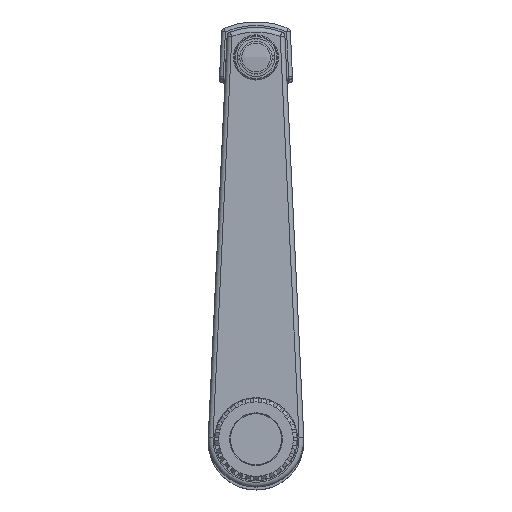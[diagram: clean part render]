
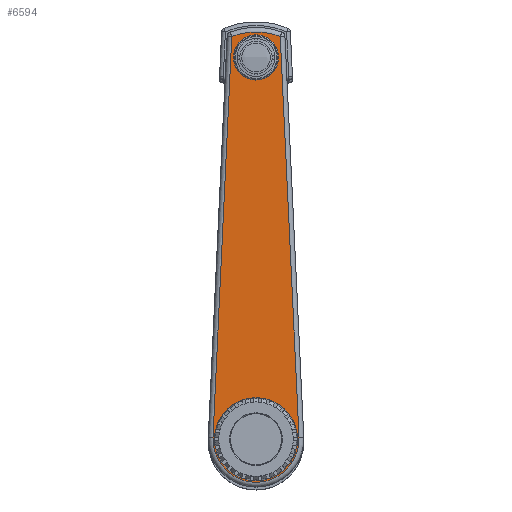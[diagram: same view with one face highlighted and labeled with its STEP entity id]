
A CAD part, top view. The second image highlights one B-rep face of the part: STEP entity #6594.
In plain terms, the highlighted planar face has unit normal (0, 0, 1).
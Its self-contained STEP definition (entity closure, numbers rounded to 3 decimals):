
#187=LINE('',#9745,#818);
#188=LINE('',#9748,#819);
#818=VECTOR('',#7707,106.69);
#819=VECTOR('',#7710,106.69);
#1485=PLANE('',#6989);
#1726=FACE_BOUND('',#2160,.T.);
#1727=FACE_BOUND('',#2161,.T.);
#1773=FACE_OUTER_BOUND('',#2159,.T.);
#2159=EDGE_LOOP('',(#4531,#4532,#4533,#4534));
#2160=EDGE_LOOP('',(#4535));
#2161=EDGE_LOOP('',(#4536));
#2587=CIRCLE('',#6988,5.55);
#2588=CIRCLE('',#6990,18.75);
#2589=CIRCLE('',#6991,11.45);
#2590=CIRCLE('',#6992,10.75);
#2883=VERTEX_POINT('',#9738);
#2884=VERTEX_POINT('',#9741);
#2885=VERTEX_POINT('',#9742);
#2886=VERTEX_POINT('',#9744);
#2887=VERTEX_POINT('',#9746);
#2888=VERTEX_POINT('',#9749);
#3539=EDGE_CURVE('',#2883,#2883,#2587,.T.);
#3540=EDGE_CURVE('',#2884,#2885,#2588,.T.);
#3541=EDGE_CURVE('',#2886,#2884,#187,.T.);
#3542=EDGE_CURVE('',#2887,#2886,#2589,.T.);
#3543=EDGE_CURVE('',#2885,#2887,#188,.T.);
#3544=EDGE_CURVE('',#2888,#2888,#2590,.T.);
#4531=ORIENTED_EDGE('',*,*,#3540,.F.);
#4532=ORIENTED_EDGE('',*,*,#3541,.F.);
#4533=ORIENTED_EDGE('',*,*,#3542,.F.);
#4534=ORIENTED_EDGE('',*,*,#3543,.F.);
#4535=ORIENTED_EDGE('',*,*,#3544,.T.);
#4536=ORIENTED_EDGE('',*,*,#3539,.F.);
#6594=ADVANCED_FACE('',(#1773,#1726,#1727),#1485,.T.);
#6988=AXIS2_PLACEMENT_3D('',#9739,#7701,#7702);
#6989=AXIS2_PLACEMENT_3D('',#9740,#7703,#7704);
#6990=AXIS2_PLACEMENT_3D('',#9743,#7705,#7706);
#6991=AXIS2_PLACEMENT_3D('',#9747,#7708,#7709);
#6992=AXIS2_PLACEMENT_3D('',#9750,#7711,#7712);
#7701=DIRECTION('center_axis',(0.,0.,
1.));
#7702=DIRECTION('ref_axis',(-1.,0.,0.));
#7703=DIRECTION('center_axis',(0.,0.,
1.));
#7704=DIRECTION('ref_axis',(1.,0.,0.));
#7705=DIRECTION('center_axis',(0.,0.,
-1.));
#7706=DIRECTION('ref_axis',(-1.,0.,0.));
#7707=DIRECTION('',(-0.999,0.047,0.));
#7708=DIRECTION('center_axis',(0.,0.,
-1.));
#7709=DIRECTION('ref_axis',(1.,0.,0.));
#7710=DIRECTION('',(0.999,0.047,0.));
#7711=DIRECTION('center_axis',(0.,0.,
-1.));
#7712=DIRECTION('ref_axis',(-1.,0.,0.));
#9738=CARTESIAN_POINT('',(-47.55,0.,3.6));
#9739=CARTESIAN_POINT('Origin',(-53.1,0.,3.6));
#9740=CARTESIAN_POINT('Origin',(0.226,0.,
3.6));
#9741=CARTESIAN_POINT('',(-58.71,-6.439,3.6));
#9742=CARTESIAN_POINT('',(-58.71,6.439,3.6));
#9743=CARTESIAN_POINT('Origin',(-41.1,0.,
3.6));
#9744=CARTESIAN_POINT('',(47.864,-11.437,3.6));
#9745=CARTESIAN_POINT('',(23.829,-10.31,3.6));
#9746=CARTESIAN_POINT('',(47.864,11.437,3.6));
#9747=CARTESIAN_POINT('Origin',(48.4,0.,3.6));
#9748=CARTESIAN_POINT('',(-29.863,7.792,3.6));
#9749=CARTESIAN_POINT('',(59.15,0.,3.6));
#9750=CARTESIAN_POINT('Origin',(48.4,0.,3.6));
